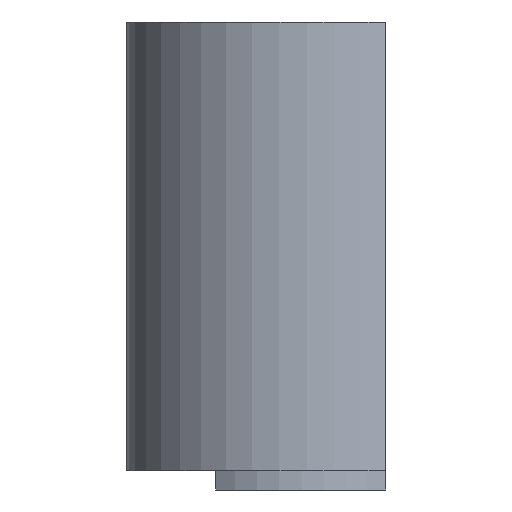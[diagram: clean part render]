
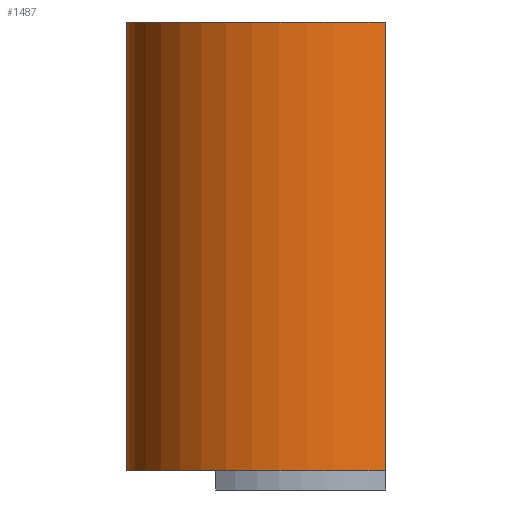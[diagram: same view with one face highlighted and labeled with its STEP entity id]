
A CAD part, left-side view. The second image highlights one B-rep face of the part: STEP entity #1487.
In plain terms, the highlighted cylindrical face has radius 13.7 mm (diameter 27.4 mm), a partial arc.
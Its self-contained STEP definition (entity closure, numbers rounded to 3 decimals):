
#1129=CARTESIAN_POINT('',(-11.736,-12.623,-2.205));
#1130=VERTEX_POINT('',#1129);
#1137=CARTESIAN_POINT('',(0.,8.145,-2.205));
#1138=VERTEX_POINT('',#1137);
#1139=CARTESIAN_POINT('',(0.,-5.555,-2.205));
#1140=DIRECTION('',(0.,-0.,-1.));
#1141=DIRECTION('',(0.,1.,-0.));
#1142=AXIS2_PLACEMENT_3D('',#1139,#1140,#1141);
#1143=CIRCLE('',#1142,13.7);
#1144=EDGE_CURVE('',#1130,#1138,#1143,.T.);
#1171=CARTESIAN_POINT('',(0.,8.145,33.745));
#1172=VERTEX_POINT('',#1171);
#1180=CARTESIAN_POINT('',(-11.736,-12.623,33.745));
#1181=VERTEX_POINT('',#1180);
#1182=CARTESIAN_POINT('',(0.,-5.555,33.745));
#1183=DIRECTION('',(-0.,0.,1.));
#1184=DIRECTION('',(0.,1.,-0.));
#1185=AXIS2_PLACEMENT_3D('',#1182,#1183,#1184);
#1186=CIRCLE('',#1185,13.7);
#1187=EDGE_CURVE('',#1172,#1181,#1186,.T.);
#1244=CARTESIAN_POINT('',(0.,8.145,-2.205));
#1245=DIRECTION('',(-0.,0.,1.));
#1246=VECTOR('',#1245,35.95);
#1247=LINE('',#1244,#1246);
#1248=EDGE_CURVE('',#1138,#1172,#1247,.T.);
#1397=CARTESIAN_POINT('',(-11.736,-12.623,33.745));
#1398=DIRECTION('',(-0.,-0.,-1.));
#1399=VECTOR('',#1398,35.95);
#1400=LINE('',#1397,#1399);
#1401=EDGE_CURVE('',#1181,#1130,#1400,.T.);
#1476=CARTESIAN_POINT('',(0.,-5.555,33.745));
#1477=DIRECTION('',(0.,-0.,-1.));
#1478=DIRECTION('',(0.,1.,-0.));
#1479=AXIS2_PLACEMENT_3D('',#1476,#1477,#1478);
#1480=CYLINDRICAL_SURFACE('',#1479,13.7);
#1481=ORIENTED_EDGE('',*,*,#1248,.F.);
#1482=ORIENTED_EDGE('',*,*,#1144,.F.);
#1483=ORIENTED_EDGE('',*,*,#1401,.F.);
#1484=ORIENTED_EDGE('',*,*,#1187,.F.);
#1485=EDGE_LOOP('',(#1481,#1482,#1483,#1484));
#1486=FACE_BOUND('',#1485,.T.);
#1487=ADVANCED_FACE('',(#1486),#1480,.T.);
